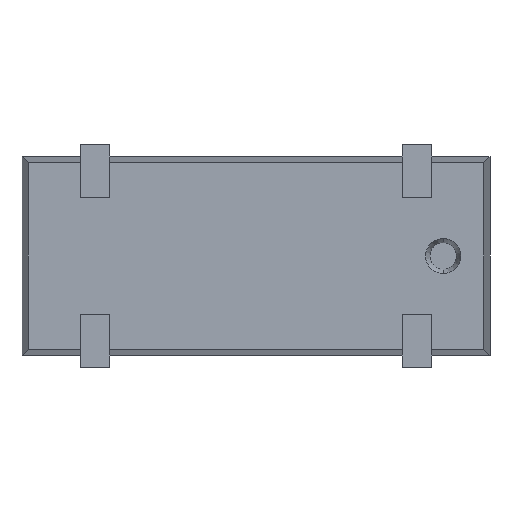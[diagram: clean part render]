
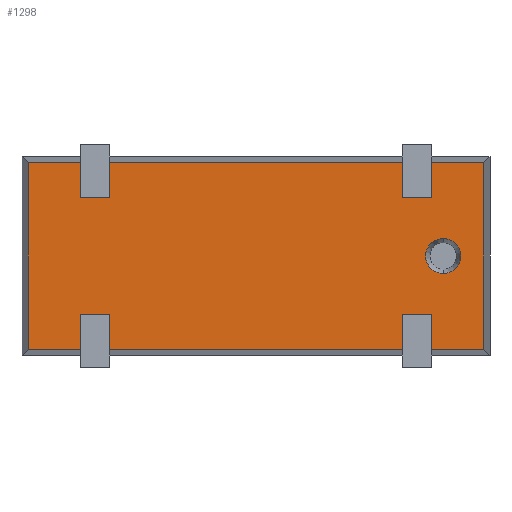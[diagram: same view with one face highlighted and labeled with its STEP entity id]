
A CAD part, front view. The second image highlights one B-rep face of the part: STEP entity #1298.
In plain terms, the highlighted planar face has unit normal (0, -1, 0).
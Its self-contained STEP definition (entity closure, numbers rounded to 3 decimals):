
#16 = VERTEX_POINT ( 'NONE', #445 ) ;
#17 = ORIENTED_EDGE ( 'NONE', *, *, #1517, .F. ) ;
#244 = DIRECTION ( 'NONE',  ( 0., 0., -1. ) ) ;
#304 = ORIENTED_EDGE ( 'NONE', *, *, #1535, .F. ) ;
#313 = AXIS2_PLACEMENT_3D ( 'NONE', #1489, #813, #244 ) ;
#371 = DIRECTION ( 'NONE',  ( 0., 0., 1. ) ) ;
#396 = CARTESIAN_POINT ( 'NONE',  ( -4.998, 0., 0.742 ) ) ;
#398 = CIRCLE ( 'NONE', #313, 0.3 ) ;
#426 = DIRECTION ( 'NONE',  ( 0., 0., -1. ) ) ;
#428 = EDGE_LOOP ( 'NONE', ( #304, #17 ) ) ;
#445 = CARTESIAN_POINT ( 'NONE',  ( 2.79, 0., -2.446 ) ) ;
#488 = ORIENTED_EDGE ( 'NONE', *, *, #515, .T. ) ;
#489 = AXIS2_PLACEMENT_3D ( 'NONE', #819, #683, #1770 ) ;
#515 = EDGE_CURVE ( 'NONE', #1105, #1444, #535, .T. ) ;
#535 = LINE ( 'NONE', #1644, #1679 ) ;
#560 = DIRECTION ( 'NONE',  ( -1., 0., 0. ) ) ;
#561 = ORIENTED_EDGE ( 'NONE', *, *, #1421, .T. ) ;
#618 = CARTESIAN_POINT ( 'NONE',  ( -4.998, 0., -2.446 ) ) ;
#639 = CARTESIAN_POINT ( 'NONE',  ( -5.104, 0., -2.446 ) ) ;
#660 = VERTEX_POINT ( 'NONE', #874 ) ;
#664 = VECTOR ( 'NONE', #1742, 1000. ) ;
#678 = PLANE ( 'NONE',  #1667 ) ;
#683 = DIRECTION ( 'NONE',  ( 0., -1., 0. ) ) ;
#736 = CARTESIAN_POINT ( 'NONE',  ( -5.104, 0., 0.742 ) ) ;
#754 = ORIENTED_EDGE ( 'NONE', *, *, #1616, .T. ) ;
#813 = DIRECTION ( 'NONE',  ( 0., -1., 0. ) ) ;
#817 = CARTESIAN_POINT ( 'NONE',  ( 2.79, 0., 0.742 ) ) ;
#819 = CARTESIAN_POINT ( 'NONE',  ( 2.096, 0., -0.852 ) ) ;
#868 = VECTOR ( 'NONE', #560, 1000. ) ;
#874 = CARTESIAN_POINT ( 'NONE',  ( 2.096, 0., -0.552 ) ) ;
#904 = LINE ( 'NONE', #639, #664 ) ;
#923 = CARTESIAN_POINT ( 'NONE',  ( 2.096, 0., -1.152 ) ) ;
#933 = LINE ( 'NONE', #1340, #1505 ) ;
#977 = EDGE_LOOP ( 'NONE', ( #561, #1481, #754, #488 ) ) ;
#992 = VERTEX_POINT ( 'NONE', #923 ) ;
#1017 = LINE ( 'NONE', #736, #868 ) ;
#1071 = FACE_BOUND ( 'NONE', #428, .T. ) ;
#1094 = EDGE_CURVE ( 'NONE', #16, #1135, #933, .T. ) ;
#1105 = VERTEX_POINT ( 'NONE', #396 ) ;
#1135 = VERTEX_POINT ( 'NONE', #817 ) ;
#1257 = CIRCLE ( 'NONE', #489, 0.3 ) ;
#1298 = ADVANCED_FACE ( 'NONE', ( #1071, #1361 ), #678, .F. ) ;
#1340 = CARTESIAN_POINT ( 'NONE',  ( 2.79, 0., 0.848 ) ) ;
#1351 = DIRECTION ( 'NONE',  ( 0., 1., 0. ) ) ;
#1361 = FACE_OUTER_BOUND ( 'NONE', #977, .T. ) ;
#1421 = EDGE_CURVE ( 'NONE', #1444, #16, #904, .T. ) ;
#1444 = VERTEX_POINT ( 'NONE', #618 ) ;
#1481 = ORIENTED_EDGE ( 'NONE', *, *, #1094, .T. ) ;
#1486 = DIRECTION ( 'NONE',  ( 0., 0., 1. ) ) ;
#1489 = CARTESIAN_POINT ( 'NONE',  ( 2.096, 0., -0.852 ) ) ;
#1505 = VECTOR ( 'NONE', #1486, 1000. ) ;
#1517 = EDGE_CURVE ( 'NONE', #660, #992, #1257, .T. ) ;
#1535 = EDGE_CURVE ( 'NONE', #992, #660, #398, .T. ) ;
#1616 = EDGE_CURVE ( 'NONE', #1135, #1105, #1017, .T. ) ;
#1644 = CARTESIAN_POINT ( 'NONE',  ( -4.998, 0., 0.848 ) ) ;
#1667 = AXIS2_PLACEMENT_3D ( 'NONE', #1795, #1351, #371 ) ;
#1679 = VECTOR ( 'NONE', #426, 1000. ) ;
#1742 = DIRECTION ( 'NONE',  ( 1., 0., 0. ) ) ;
#1770 = DIRECTION ( 'NONE',  ( 0., 0., -1. ) ) ;
#1795 = CARTESIAN_POINT ( 'NONE',  ( -5.104, 0., 0.848 ) ) ;
